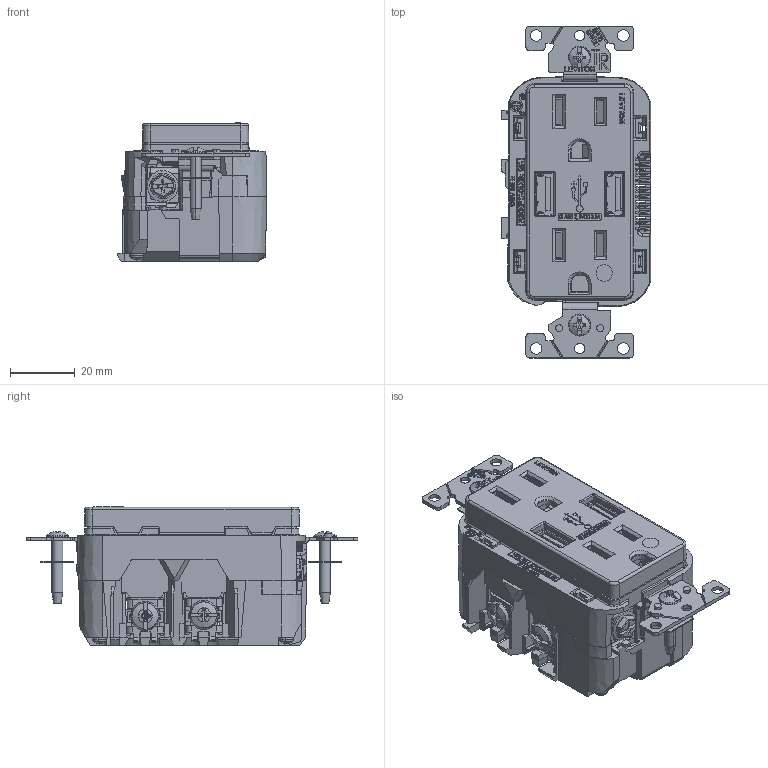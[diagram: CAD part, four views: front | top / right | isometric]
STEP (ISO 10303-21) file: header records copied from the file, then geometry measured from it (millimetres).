
FILE_DESCRIPTION (( 'STEP AP214' ), '1' );
FILE_NAME ('ORC4378-M01.STEP', '2024-03-11T15:05:21', ( '' ), ( '' ), 'SwSTEP 2.0', 'SolidWorks 2020', '' );
FILE_SCHEMA (( 'AUTOMOTIVE_DESIGN' ));
Length unit declared in the file: inch
Products named in the file (1): ORC4378-M01
Bounding box: 46.24 x 102.72 x 42.89 mm (x, y, z)
Surface area: 37984.9 mm2 (no closed solid volume)
Topology: 0 solids, 116 shells, 3441 faces, 14742 edges, 11048 vertices
Faces by surface type: plane 2496, bspline 632, cylinder 226, cone 79, torus 8
Entity records: 230562 total; most frequent: CARTESIAN_POINT 76821, ORIENTED_EDGE 21820, DIRECTION 17826, EDGE_CURVE 14740, VERTEX_POINT 11048, VECTOR 10704, LINE 10704, EDGE_LOOP 3918
